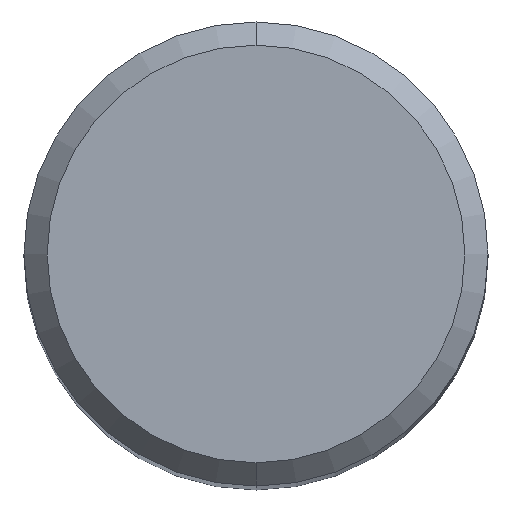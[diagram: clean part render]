
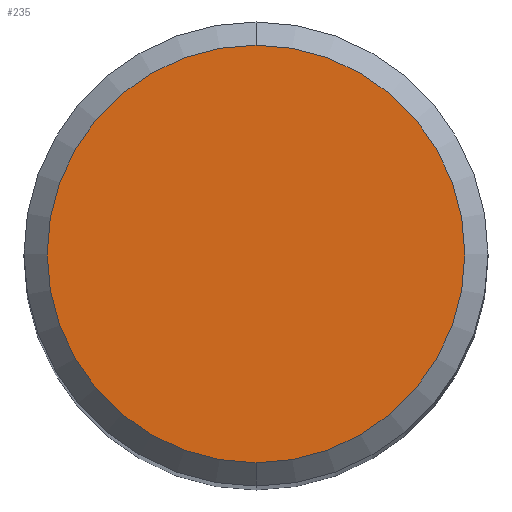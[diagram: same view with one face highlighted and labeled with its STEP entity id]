
A CAD part, top view. The second image highlights one B-rep face of the part: STEP entity #235.
In plain terms, the highlighted planar face has unit normal (0, 0, 1).
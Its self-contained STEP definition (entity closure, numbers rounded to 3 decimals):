
#183=EDGE_CURVE('',#233,#275,#484,.T.);
#233=VERTEX_POINT('',#540);
#235=ADVANCED_FACE('',(#542),#543,.T.);
#275=VERTEX_POINT('',#585);
#369=EDGE_CURVE('',#275,#233,#690,.T.);
#484=CIRCLE('',#832,3.6);
#540=CARTESIAN_POINT('',(0.,-3.6,0.0));
#542=FACE_OUTER_BOUND('',#967,.T.);
#543=PLANE('',#968);
#585=CARTESIAN_POINT('',(0.0,3.6,0.0));
#690=CIRCLE('',#1254,3.6);
#832=AXIS2_PLACEMENT_3D('',#1446,#1447,#1448);
#967=EDGE_LOOP('',(#1512,#1513));
#968=AXIS2_PLACEMENT_3D('',#1514,#1515,#1516);
#1254=AXIS2_PLACEMENT_3D('',#1682,#1683,#1684);
#1446=CARTESIAN_POINT('',(0.0,0.0,0.0));
#1447=DIRECTION('',(0.0,0.0,-1.0));
#1448=DIRECTION('',(0.0,1.0,0.0));
#1512=ORIENTED_EDGE('',*,*,#369,.F.);
#1513=ORIENTED_EDGE('',*,*,#183,.F.);
#1514=CARTESIAN_POINT('',(0.0,1.8,0.0));
#1515=DIRECTION('',(-0.0,0.0,1.0));
#1516=DIRECTION('',(0.0,-1.0,0.0));
#1682=CARTESIAN_POINT('',(0.0,0.0,0.0));
#1683=DIRECTION('',(0.0,0.0,-1.0));
#1684=DIRECTION('',(0.0,1.0,0.0));
